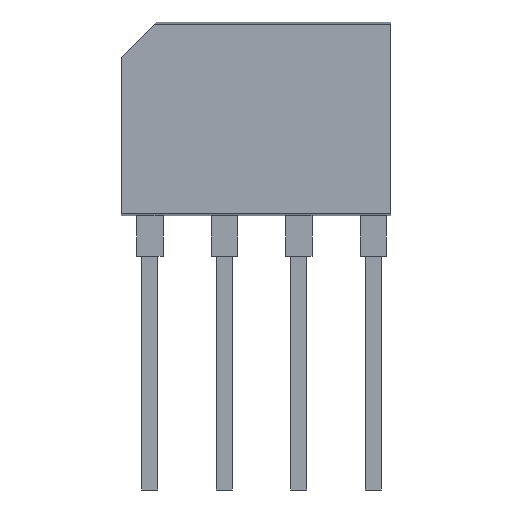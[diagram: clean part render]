
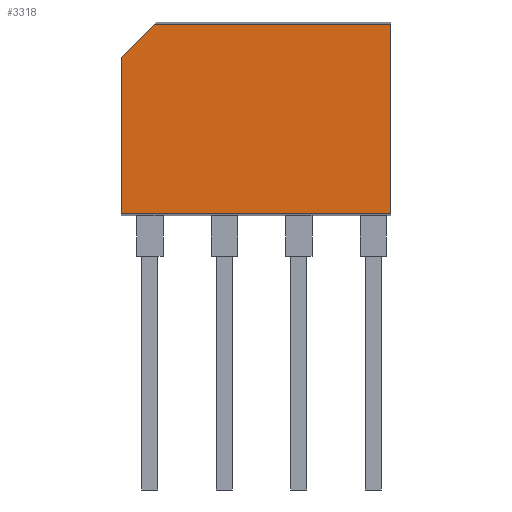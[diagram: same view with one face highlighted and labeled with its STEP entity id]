
A CAD part, front view. The second image highlights one B-rep face of the part: STEP entity #3318.
In plain terms, the highlighted planar face has unit normal (0, -1, 0).
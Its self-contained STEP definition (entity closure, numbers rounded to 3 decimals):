
#2937 = PLANE('',#2938);
#2938 = AXIS2_PLACEMENT_3D('',#2939,#2940,#2941);
#2939 = CARTESIAN_POINT('',(14.5,0.,0.));
#2940 = DIRECTION('',(1.,0.,0.));
#2941 = DIRECTION('',(0.,-1.,0.));
#3034 = EDGE_CURVE('',#3035,#3037,#3039,.T.);
#3035 = VERTEX_POINT('',#3036);
#3036 = CARTESIAN_POINT('',(14.5,-2.55,0.089));
#3037 = VERTEX_POINT('',#3038);
#3038 = CARTESIAN_POINT('',(14.5,-2.55,10.266));
#3039 = SURFACE_CURVE('',#3040,(#3044,#3051),.PCURVE_S1.);
#3040 = LINE('',#3041,#3042);
#3041 = CARTESIAN_POINT('',(14.5,-2.55,0.));
#3042 = VECTOR('',#3043,1.);
#3043 = DIRECTION('',(0.,0.,1.));
#3044 = PCURVE('',#2937,#3045);
#3045 = DEFINITIONAL_REPRESENTATION('',(#3046),#3050);
#3046 = LINE('',#3047,#3048);
#3047 = CARTESIAN_POINT('',(2.55,0.));
#3048 = VECTOR('',#3049,1.);
#3049 = DIRECTION('',(0.,-1.));
#3050 = ( GEOMETRIC_REPRESENTATION_CONTEXT(2) 
PARAMETRIC_REPRESENTATION_CONTEXT() REPRESENTATION_CONTEXT('2D SPACE',''
  ) );
#3051 = PCURVE('',#3052,#3057);
#3052 = PLANE('',#3053);
#3053 = AXIS2_PLACEMENT_3D('',#3054,#3055,#3056);
#3054 = CARTESIAN_POINT('',(14.5,-2.55,0.));
#3055 = DIRECTION('',(0.,-1.,0.));
#3056 = DIRECTION('',(-1.,0.,0.));
#3057 = DEFINITIONAL_REPRESENTATION('',(#3058),#3062);
#3058 = LINE('',#3059,#3060);
#3059 = CARTESIAN_POINT('',(0.,-0.));
#3060 = VECTOR('',#3061,1.);
#3061 = DIRECTION('',(0.,-1.));
#3062 = ( GEOMETRIC_REPRESENTATION_CONTEXT(2) 
PARAMETRIC_REPRESENTATION_CONTEXT() REPRESENTATION_CONTEXT('2D SPACE',''
  ) );
#3078 = PLANE('',#3079);
#3079 = AXIS2_PLACEMENT_3D('',#3080,#3081,#3082);
#3080 = CARTESIAN_POINT('',(14.5,-2.55,0.089));
#3081 = DIRECTION('',(0.,-0.035,-0.999));
#3082 = DIRECTION('',(0.,0.999,-0.035));
#3105 = PLANE('',#3106);
#3106 = AXIS2_PLACEMENT_3D('',#3107,#3108,#3109);
#3107 = CARTESIAN_POINT('',(14.5,0.,10.4));
#3108 = DIRECTION('',(0.,-0.052,0.999));
#3109 = DIRECTION('',(0.,-0.999,-0.052));
#3183 = PLANE('',#3184);
#3184 = AXIS2_PLACEMENT_3D('',#3185,#3186,#3187);
#3185 = CARTESIAN_POINT('',(0.,-2.55,8.491));
#3186 = DIRECTION('',(0.707,0.,-0.707
    ));
#3187 = DIRECTION('',(0.707,0.,0.707)
  );
#3318 = ADVANCED_FACE('',(#3319),#3052,.T.);
#3319 = FACE_BOUND('',#3320,.T.);
#3320 = EDGE_LOOP('',(#3321,#3344,#3345,#3368,#3391));
#3321 = ORIENTED_EDGE('',*,*,#3322,.F.);
#3322 = EDGE_CURVE('',#3035,#3323,#3325,.T.);
#3323 = VERTEX_POINT('',#3324);
#3324 = CARTESIAN_POINT('',(0.,-2.55,0.089));
#3325 = SURFACE_CURVE('',#3326,(#3330,#3337),.PCURVE_S1.);
#3326 = LINE('',#3327,#3328);
#3327 = CARTESIAN_POINT('',(14.5,-2.55,0.089));
#3328 = VECTOR('',#3329,1.);
#3329 = DIRECTION('',(-1.,-0.,-0.));
#3330 = PCURVE('',#3052,#3331);
#3331 = DEFINITIONAL_REPRESENTATION('',(#3332),#3336);
#3332 = LINE('',#3333,#3334);
#3333 = CARTESIAN_POINT('',(0.,-0.089));
#3334 = VECTOR('',#3335,1.);
#3335 = DIRECTION('',(1.,0.));
#3336 = ( GEOMETRIC_REPRESENTATION_CONTEXT(2) 
PARAMETRIC_REPRESENTATION_CONTEXT() REPRESENTATION_CONTEXT('2D SPACE',''
  ) );
#3337 = PCURVE('',#3078,#3338);
#3338 = DEFINITIONAL_REPRESENTATION('',(#3339),#3343);
#3339 = LINE('',#3340,#3341);
#3340 = CARTESIAN_POINT('',(0.,0.));
#3341 = VECTOR('',#3342,1.);
#3342 = DIRECTION('',(0.,-1.));
#3343 = ( GEOMETRIC_REPRESENTATION_CONTEXT(2) 
PARAMETRIC_REPRESENTATION_CONTEXT() REPRESENTATION_CONTEXT('2D SPACE',''
  ) );
#3344 = ORIENTED_EDGE('',*,*,#3034,.T.);
#3345 = ORIENTED_EDGE('',*,*,#3346,.T.);
#3346 = EDGE_CURVE('',#3037,#3347,#3349,.T.);
#3347 = VERTEX_POINT('',#3348);
#3348 = CARTESIAN_POINT('',(1.776,-2.55,10.266));
#3349 = SURFACE_CURVE('',#3350,(#3354,#3361),.PCURVE_S1.);
#3350 = LINE('',#3351,#3352);
#3351 = CARTESIAN_POINT('',(14.5,-2.55,10.266));
#3352 = VECTOR('',#3353,1.);
#3353 = DIRECTION('',(-1.,-0.,-0.));
#3354 = PCURVE('',#3052,#3355);
#3355 = DEFINITIONAL_REPRESENTATION('',(#3356),#3360);
#3356 = LINE('',#3357,#3358);
#3357 = CARTESIAN_POINT('',(0.,-10.266));
#3358 = VECTOR('',#3359,1.);
#3359 = DIRECTION('',(1.,0.));
#3360 = ( GEOMETRIC_REPRESENTATION_CONTEXT(2) 
PARAMETRIC_REPRESENTATION_CONTEXT() REPRESENTATION_CONTEXT('2D SPACE',''
  ) );
#3361 = PCURVE('',#3105,#3362);
#3362 = DEFINITIONAL_REPRESENTATION('',(#3363),#3367);
#3363 = LINE('',#3364,#3365);
#3364 = CARTESIAN_POINT('',(2.553,0.));
#3365 = VECTOR('',#3366,1.);
#3366 = DIRECTION('',(0.,-1.));
#3367 = ( GEOMETRIC_REPRESENTATION_CONTEXT(2) 
PARAMETRIC_REPRESENTATION_CONTEXT() REPRESENTATION_CONTEXT('2D SPACE',''
  ) );
#3368 = ORIENTED_EDGE('',*,*,#3369,.F.);
#3369 = EDGE_CURVE('',#3370,#3347,#3372,.T.);
#3370 = VERTEX_POINT('',#3371);
#3371 = CARTESIAN_POINT('',(0.,-2.55,8.491));
#3372 = SURFACE_CURVE('',#3373,(#3377,#3384),.PCURVE_S1.);
#3373 = LINE('',#3374,#3375);
#3374 = CARTESIAN_POINT('',(0.,-2.55,8.491));
#3375 = VECTOR('',#3376,1.);
#3376 = DIRECTION('',(0.707,0.,0.707)
  );
#3377 = PCURVE('',#3052,#3378);
#3378 = DEFINITIONAL_REPRESENTATION('',(#3379),#3383);
#3379 = LINE('',#3380,#3381);
#3380 = CARTESIAN_POINT('',(14.5,-8.491));
#3381 = VECTOR('',#3382,1.);
#3382 = DIRECTION('',(-0.707,-0.707));
#3383 = ( GEOMETRIC_REPRESENTATION_CONTEXT(2) 
PARAMETRIC_REPRESENTATION_CONTEXT() REPRESENTATION_CONTEXT('2D SPACE',''
  ) );
#3384 = PCURVE('',#3183,#3385);
#3385 = DEFINITIONAL_REPRESENTATION('',(#3386),#3390);
#3386 = LINE('',#3387,#3388);
#3387 = CARTESIAN_POINT('',(0.,0.));
#3388 = VECTOR('',#3389,1.);
#3389 = DIRECTION('',(1.,0.));
#3390 = ( GEOMETRIC_REPRESENTATION_CONTEXT(2) 
PARAMETRIC_REPRESENTATION_CONTEXT() REPRESENTATION_CONTEXT('2D SPACE',''
  ) );
#3391 = ORIENTED_EDGE('',*,*,#3392,.F.);
#3392 = EDGE_CURVE('',#3323,#3370,#3393,.T.);
#3393 = SURFACE_CURVE('',#3394,(#3398,#3405),.PCURVE_S1.);
#3394 = LINE('',#3395,#3396);
#3395 = CARTESIAN_POINT('',(0.,-2.55,0.));
#3396 = VECTOR('',#3397,1.);
#3397 = DIRECTION('',(0.,0.,1.));
#3398 = PCURVE('',#3052,#3399);
#3399 = DEFINITIONAL_REPRESENTATION('',(#3400),#3404);
#3400 = LINE('',#3401,#3402);
#3401 = CARTESIAN_POINT('',(14.5,0.));
#3402 = VECTOR('',#3403,1.);
#3403 = DIRECTION('',(0.,-1.));
#3404 = ( GEOMETRIC_REPRESENTATION_CONTEXT(2) 
PARAMETRIC_REPRESENTATION_CONTEXT() REPRESENTATION_CONTEXT('2D SPACE',''
  ) );
#3405 = PCURVE('',#3406,#3411);
#3406 = PLANE('',#3407);
#3407 = AXIS2_PLACEMENT_3D('',#3408,#3409,#3410);
#3408 = CARTESIAN_POINT('',(0.,0.,0.));
#3409 = DIRECTION('',(1.,0.,0.));
#3410 = DIRECTION('',(0.,-1.,0.));
#3411 = DEFINITIONAL_REPRESENTATION('',(#3412),#3416);
#3412 = LINE('',#3413,#3414);
#3413 = CARTESIAN_POINT('',(2.55,0.));
#3414 = VECTOR('',#3415,1.);
#3415 = DIRECTION('',(0.,-1.));
#3416 = ( GEOMETRIC_REPRESENTATION_CONTEXT(2) 
PARAMETRIC_REPRESENTATION_CONTEXT() REPRESENTATION_CONTEXT('2D SPACE',''
  ) );
